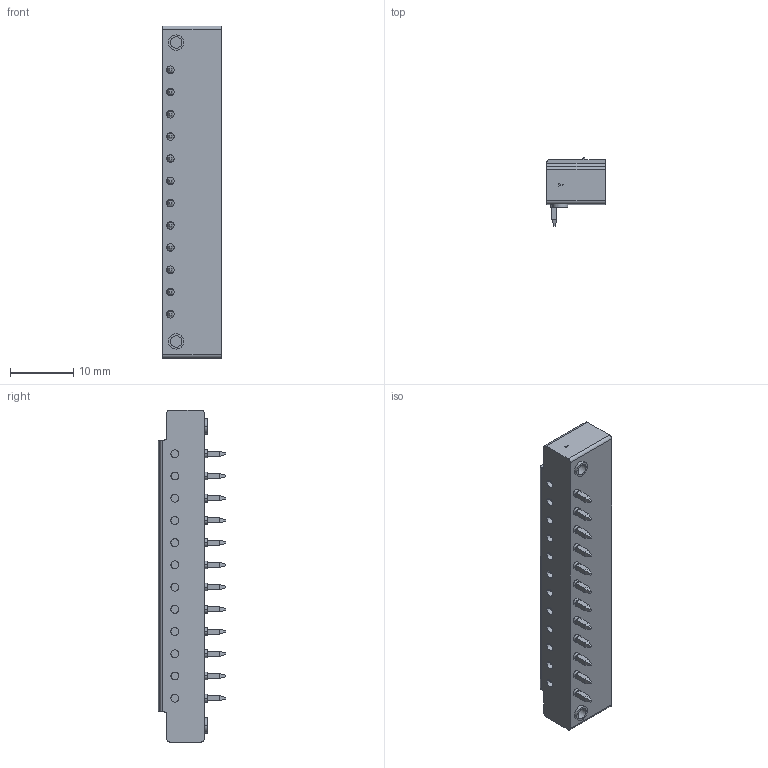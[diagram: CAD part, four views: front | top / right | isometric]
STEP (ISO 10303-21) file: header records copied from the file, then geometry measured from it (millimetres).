
FILE_DESCRIPTION(('SolidDesigner STEP Export'),'2;1');
FILE_NAME('mc_1.5-12-gf-3.5.stp','2007-05-10T 8:21:01',(''),(''),'OneSpace Designer STEP processor for AP214 (Solid Model)','OneSpace Designer 14.50 18-Oct-2006 (C) CoCreate Software GmbH','');
FILE_SCHEMA(('AUTOMOTIVE_DESIGN { 1 0 10303 214 1 1 1 1 }'));
Length unit declared in the file: millimetre
Products named in the file (2): mc_1.5-12-gf-3.5
Assembly tree (1 placements, depth 2):
  mc_1.5-12-gf-3.5
    mc_1.5-12-gf-3.5
Bounding box: 9.2 x 10.65 x 52.3 mm (x, y, z)
Volume: 2003.9 mm3; surface area: 4167.4 mm2
Topology: 1 solids, 1 shells, 989 faces, 2378 edges, 1486 vertices
Faces by surface type: plane 742, cylinder 223, cone 24
Entity records: 42459 total; most frequent: CARTESIAN_POINT 12566, ORIENTED_EDGE 4756, DIRECTION 4129, EDGE_CURVE 2378, VECTOR 1759, LINE 1759, VERTEX_POINT 1486, AXIS2_PLACEMENT_3D 1185
